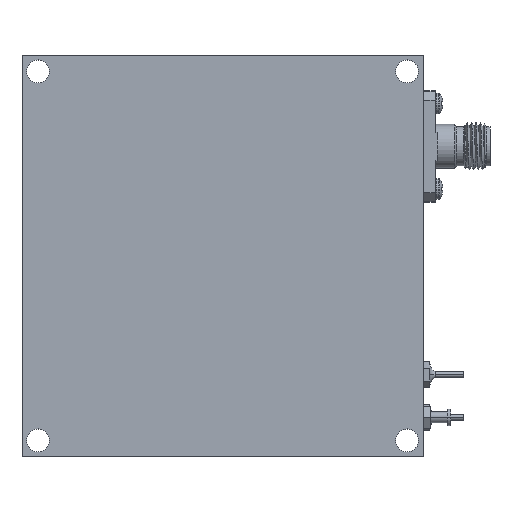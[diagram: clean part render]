
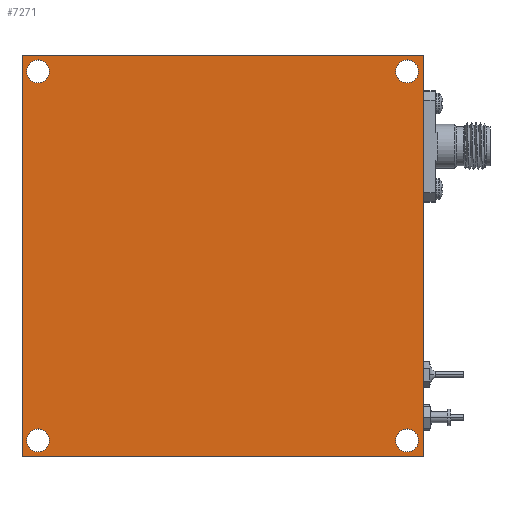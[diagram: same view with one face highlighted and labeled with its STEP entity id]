
A CAD part, top view. The second image highlights one B-rep face of the part: STEP entity #7271.
In plain terms, the highlighted planar face has unit normal (0, 0, 1).
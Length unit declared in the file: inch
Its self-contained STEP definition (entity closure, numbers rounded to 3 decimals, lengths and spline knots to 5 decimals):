
#207 = CARTESIAN_POINT ( 'NONE',  ( -1.125, 1.125, 0.63 ) ) ;
#308 = CARTESIAN_POINT ( 'NONE',  ( -1.125, -1.125, 0.63 ) ) ;
#521 = EDGE_CURVE ( 'NONE', #1302, #13807, #17367, .T. ) ;
#541 = EDGE_CURVE ( 'NONE', #11496, #11727, #8797, .T. ) ;
#588 = CARTESIAN_POINT ( 'NONE',  ( 1.035, -1.035, 0.63 ) ) ;
#614 = AXIS2_PLACEMENT_3D ( 'NONE', #1092, #6852, #17714 ) ;
#653 = DIRECTION ( 'NONE',  ( 0., 0., -1. ) ) ;
#801 = ORIENTED_EDGE ( 'NONE', *, *, #6082, .T. ) ;
#1092 = CARTESIAN_POINT ( 'NONE',  ( -1.035, -1.035, 0.63 ) ) ;
#1126 = VECTOR ( 'NONE', #2487, 39.37008 ) ;
#1166 = DIRECTION ( 'NONE',  ( 0., 0., -1. ) ) ;
#1211 = EDGE_CURVE ( 'NONE', #9630, #17123, #8781, .T. ) ;
#1302 = VERTEX_POINT ( 'NONE', #17561 ) ;
#1684 = AXIS2_PLACEMENT_3D ( 'NONE', #9300, #13371, #7948 ) ;
#1774 = CARTESIAN_POINT ( 'NONE',  ( 1.125, -1.125, 0.63 ) ) ;
#1800 = AXIS2_PLACEMENT_3D ( 'NONE', #588, #653, #11660 ) ;
#1849 = AXIS2_PLACEMENT_3D ( 'NONE', #2733, #12324, #4131 ) ;
#1942 = CARTESIAN_POINT ( 'NONE',  ( -1.125, 1.125, 0.63 ) ) ;
#2225 = DIRECTION ( 'NONE',  ( 0., 0., -1. ) ) ;
#2226 = VECTOR ( 'NONE', #10877, 39.37008 ) ;
#2487 = DIRECTION ( 'NONE',  ( 0., 1., 0. ) ) ;
#2563 = CARTESIAN_POINT ( 'NONE',  ( -1.125, -1.125, 0.63 ) ) ;
#2593 = AXIS2_PLACEMENT_3D ( 'NONE', #9715, #5620, #16627 ) ;
#2604 = CIRCLE ( 'NONE', #614, 0.06425 ) ;
#2634 = EDGE_CURVE ( 'NONE', #17764, #16206, #2951, .T. ) ;
#2733 = CARTESIAN_POINT ( 'NONE',  ( -1.035, 1.035, 0.63 ) ) ;
#2772 = EDGE_LOOP ( 'NONE', ( #15674, #13347 ) ) ;
#2792 = ORIENTED_EDGE ( 'NONE', *, *, #13667, .T. ) ;
#2951 = CIRCLE ( 'NONE', #16645, 0.06425 ) ;
#3010 = DIRECTION ( 'NONE',  ( -1., 0., 0. ) ) ;
#3070 = FACE_BOUND ( 'NONE', #2772, .T. ) ;
#3603 = CARTESIAN_POINT ( 'NONE',  ( -1.035, 1.035, 0.63 ) ) ;
#3724 = DIRECTION ( 'NONE',  ( -1., 0., 0. ) ) ;
#4131 = DIRECTION ( 'NONE',  ( -1., 0., 0. ) ) ;
#4154 = CIRCLE ( 'NONE', #5760, 0.06425 ) ;
#4857 = ORIENTED_EDGE ( 'NONE', *, *, #12951, .T. ) ;
#5196 = CARTESIAN_POINT ( 'NONE',  ( 1.125, -1.125, 0.63 ) ) ;
#5386 = EDGE_CURVE ( 'NONE', #10381, #14217, #9504, .T. ) ;
#5390 = CARTESIAN_POINT ( 'NONE',  ( -1.09925, 1.035, 0.63 ) ) ;
#5620 = DIRECTION ( 'NONE',  ( 0., 0., -1. ) ) ;
#5659 = DIRECTION ( 'NONE',  ( 0., 0., -1. ) ) ;
#5760 = AXIS2_PLACEMENT_3D ( 'NONE', #7180, #8601, #7002 ) ;
#5781 = DIRECTION ( 'NONE',  ( -1., 0., 0. ) ) ;
#5793 = CARTESIAN_POINT ( 'NONE',  ( 0.97075, -1.035, 0.63 ) ) ;
#6082 = EDGE_CURVE ( 'NONE', #13807, #9630, #7383, .T. ) ;
#6583 = EDGE_LOOP ( 'NONE', ( #2792, #8172, #801, #10729 ) ) ;
#6732 = CARTESIAN_POINT ( 'NONE',  ( 1.09925, 1.035, 0.63 ) ) ;
#6852 = DIRECTION ( 'NONE',  ( 0., 0., -1. ) ) ;
#7002 = DIRECTION ( 'NONE',  ( -1., 0., 0. ) ) ;
#7180 = CARTESIAN_POINT ( 'NONE',  ( 1.035, -1.035, 0.63 ) ) ;
#7271 = ADVANCED_FACE ( 'NONE', ( #13549, #8650, #9049, #3070, #9917 ), #15177, .F. ) ;
#7357 = ORIENTED_EDGE ( 'NONE', *, *, #541, .T. ) ;
#7383 = LINE ( 'NONE', #2563, #2226 ) ;
#7488 = ORIENTED_EDGE ( 'NONE', *, *, #16615, .T. ) ;
#7633 = EDGE_CURVE ( 'NONE', #14217, #10381, #14415, .T. ) ;
#7948 = DIRECTION ( 'NONE',  ( -1., 0., 0. ) ) ;
#8030 = CARTESIAN_POINT ( 'NONE',  ( 1.035, 1.035, 0.63 ) ) ;
#8172 = ORIENTED_EDGE ( 'NONE', *, *, #521, .T. ) ;
#8601 = DIRECTION ( 'NONE',  ( 0., 0., -1. ) ) ;
#8650 = FACE_BOUND ( 'NONE', #10114, .T. ) ;
#8781 = LINE ( 'NONE', #14856, #14986 ) ;
#8797 = CIRCLE ( 'NONE', #11449, 0.06425 ) ;
#8991 = VECTOR ( 'NONE', #3010, 39.37008 ) ;
#9049 = FACE_BOUND ( 'NONE', #15642, .T. ) ;
#9198 = DIRECTION ( 'NONE',  ( -1., 0., 0. ) ) ;
#9300 = CARTESIAN_POINT ( 'NONE',  ( 1.035, 1.035, 0.63 ) ) ;
#9504 = CIRCLE ( 'NONE', #1684, 0.06425 ) ;
#9630 = VERTEX_POINT ( 'NONE', #308 ) ;
#9699 = AXIS2_PLACEMENT_3D ( 'NONE', #8030, #1166, #3724 ) ;
#9715 = CARTESIAN_POINT ( 'NONE',  ( 0., 0., 0.63 ) ) ;
#9917 = FACE_OUTER_BOUND ( 'NONE', #6583, .T. ) ;
#9971 = ORIENTED_EDGE ( 'NONE', *, *, #14085, .T. ) ;
#10114 = EDGE_LOOP ( 'NONE', ( #7488, #4857 ) ) ;
#10327 = CARTESIAN_POINT ( 'NONE',  ( 1.09925, -1.035, 0.63 ) ) ;
#10381 = VERTEX_POINT ( 'NONE', #12508 ) ;
#10729 = ORIENTED_EDGE ( 'NONE', *, *, #1211, .T. ) ;
#10877 = DIRECTION ( 'NONE',  ( 0., -1., 0. ) ) ;
#11449 = AXIS2_PLACEMENT_3D ( 'NONE', #13775, #5659, #5781 ) ;
#11496 = VERTEX_POINT ( 'NONE', #12238 ) ;
#11660 = DIRECTION ( 'NONE',  ( -1., 0., 0. ) ) ;
#11727 = VERTEX_POINT ( 'NONE', #14137 ) ;
#12130 = EDGE_CURVE ( 'NONE', #16206, #17764, #17430, .T. ) ;
#12238 = CARTESIAN_POINT ( 'NONE',  ( -0.97075, -1.035, 0.63 ) ) ;
#12318 = CARTESIAN_POINT ( 'NONE',  ( -0.97075, 1.035, 0.63 ) ) ;
#12324 = DIRECTION ( 'NONE',  ( 0., 0., -1. ) ) ;
#12508 = CARTESIAN_POINT ( 'NONE',  ( 0.97075, 1.035, 0.63 ) ) ;
#12951 = EDGE_CURVE ( 'NONE', #14467, #13012, #4154, .T. ) ;
#13012 = VERTEX_POINT ( 'NONE', #5793 ) ;
#13291 = DIRECTION ( 'NONE',  ( 1., 0., 0. ) ) ;
#13347 = ORIENTED_EDGE ( 'NONE', *, *, #2634, .T. ) ;
#13371 = DIRECTION ( 'NONE',  ( 0., 0., -1. ) ) ;
#13549 = FACE_BOUND ( 'NONE', #17396, .T. ) ;
#13667 = EDGE_CURVE ( 'NONE', #17123, #1302, #15476, .T. ) ;
#13775 = CARTESIAN_POINT ( 'NONE',  ( -1.035, -1.035, 0.63 ) ) ;
#13807 = VERTEX_POINT ( 'NONE', #1942 ) ;
#13968 = ORIENTED_EDGE ( 'NONE', *, *, #5386, .T. ) ;
#14077 = ORIENTED_EDGE ( 'NONE', *, *, #7633, .T. ) ;
#14085 = EDGE_CURVE ( 'NONE', #11727, #11496, #2604, .T. ) ;
#14137 = CARTESIAN_POINT ( 'NONE',  ( -1.09925, -1.035, 0.63 ) ) ;
#14217 = VERTEX_POINT ( 'NONE', #6732 ) ;
#14415 = CIRCLE ( 'NONE', #9699, 0.06425 ) ;
#14467 = VERTEX_POINT ( 'NONE', #10327 ) ;
#14856 = CARTESIAN_POINT ( 'NONE',  ( -1.125, -1.125, 0.63 ) ) ;
#14986 = VECTOR ( 'NONE', #13291, 39.37008 ) ;
#15177 = PLANE ( 'NONE',  #2593 ) ;
#15476 = LINE ( 'NONE', #5196, #1126 ) ;
#15642 = EDGE_LOOP ( 'NONE', ( #9971, #7357 ) ) ;
#15674 = ORIENTED_EDGE ( 'NONE', *, *, #12130, .T. ) ;
#16206 = VERTEX_POINT ( 'NONE', #5390 ) ;
#16615 = EDGE_CURVE ( 'NONE', #13012, #14467, #17762, .T. ) ;
#16627 = DIRECTION ( 'NONE',  ( -1., 0., 0. ) ) ;
#16645 = AXIS2_PLACEMENT_3D ( 'NONE', #3603, #2225, #9198 ) ;
#17123 = VERTEX_POINT ( 'NONE', #1774 ) ;
#17367 = LINE ( 'NONE', #207, #8991 ) ;
#17396 = EDGE_LOOP ( 'NONE', ( #13968, #14077 ) ) ;
#17430 = CIRCLE ( 'NONE', #1849, 0.06425 ) ;
#17561 = CARTESIAN_POINT ( 'NONE',  ( 1.125, 1.125, 0.63 ) ) ;
#17714 = DIRECTION ( 'NONE',  ( -1., 0., 0. ) ) ;
#17762 = CIRCLE ( 'NONE', #1800, 0.06425 ) ;
#17764 = VERTEX_POINT ( 'NONE', #12318 ) ;
